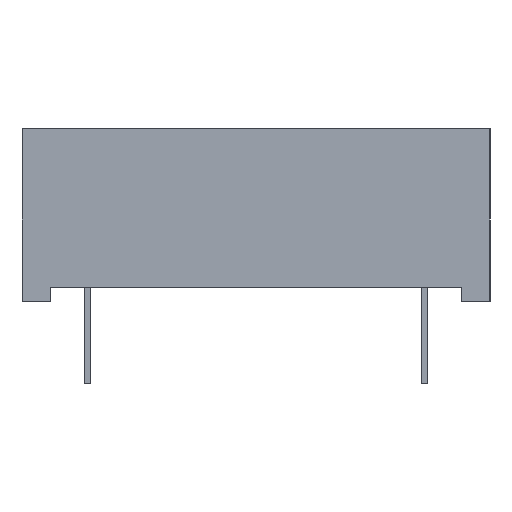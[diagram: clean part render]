
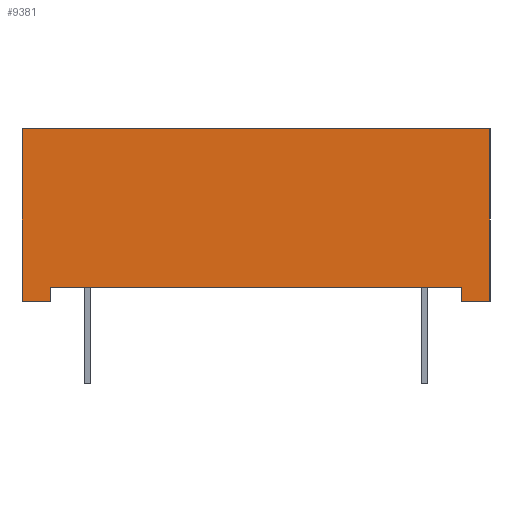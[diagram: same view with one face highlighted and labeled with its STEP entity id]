
A CAD part, left-side view. The second image highlights one B-rep face of the part: STEP entity #9381.
In plain terms, the highlighted planar face has unit normal (-1, 0, 0).
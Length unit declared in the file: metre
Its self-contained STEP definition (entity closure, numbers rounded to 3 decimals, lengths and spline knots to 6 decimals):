
#488=ORIENTED_EDGE('',*,*,#3067,.T.);
#489=ORIENTED_EDGE('',*,*,#3068,.T.);
#490=ORIENTED_EDGE('',*,*,#3018,.T.);
#491=ORIENTED_EDGE('',*,*,#3069,.F.);
#492=ORIENTED_EDGE('',*,*,#3051,.T.);
#493=ORIENTED_EDGE('',*,*,#3070,.F.);
#494=ORIENTED_EDGE('',*,*,#2877,.F.);
#495=ORIENTED_EDGE('',*,*,#3066,.T.);
#2877=EDGE_CURVE('',#4172,#4174,#5037,.T.);
#3018=EDGE_CURVE('',#4315,#4314,#5178,.T.);
#3051=EDGE_CURVE('',#4345,#4347,#5211,.T.);
#3066=EDGE_CURVE('',#4172,#4354,#5226,.T.);
#3067=EDGE_CURVE('',#4354,#4355,#5227,.T.);
#3068=EDGE_CURVE('',#4355,#4315,#5228,.T.);
#3069=EDGE_CURVE('',#4345,#4314,#5229,.T.);
#3070=EDGE_CURVE('',#4174,#4347,#5230,.T.);
#4172=VERTEX_POINT('',#16029);
#4174=VERTEX_POINT('',#16032);
#4314=VERTEX_POINT('',#16313);
#4315=VERTEX_POINT('',#16315);
#4345=VERTEX_POINT('',#16377);
#4347=VERTEX_POINT('',#16381);
#4354=VERTEX_POINT('',#16408);
#4355=VERTEX_POINT('',#16412);
#5037=LINE('',#16031,#6325);
#5178=LINE('',#16314,#6466);
#5211=LINE('',#16382,#6499);
#5226=LINE('',#16409,#6514);
#5227=LINE('',#16411,#6515);
#5228=LINE('',#16413,#6516);
#5229=LINE('',#16414,#6517);
#5230=LINE('',#16415,#6518);
#6325=VECTOR('',#13513,1.);
#6466=VECTOR('',#13656,1.);
#6499=VECTOR('',#13693,1.);
#6514=VECTOR('',#13718,1.);
#6515=VECTOR('',#13721,1.);
#6516=VECTOR('',#13722,1.);
#6517=VECTOR('',#13723,1.);
#6518=VECTOR('',#13724,1.);
#7405=EDGE_LOOP('',(#488,#489,#490,#491,#492,#493,#494,#495));
#7935=FACE_BOUND('',#7405,.T.);
#8417=PLANE('',#12771);
#9381=ADVANCED_FACE('',(#7935),#8417,.F.);
#12771=AXIS2_PLACEMENT_3D('',#16410,#13719,#13720);
#13513=DIRECTION('',(0.,-1.,0.));
#13656=DIRECTION('',(0.,-1.,0.));
#13693=DIRECTION('',(0.,-1.,0.));
#13718=DIRECTION('',(0.,0.,-1.));
#13719=DIRECTION('',(1.,0.,0.));
#13720=DIRECTION('',(0.,1.,0.));
#13721=DIRECTION('',(0.,-1.,0.));
#13722=DIRECTION('',(0.,0.,1.));
#13723=DIRECTION('',(0.,0.,1.));
#13724=DIRECTION('',(0.,0.,-1.));
#16029=CARTESIAN_POINT('',(-0.012611,0.010579,0.007798));
#16031=CARTESIAN_POINT('',(-0.012611,0.,0.007798));
#16032=CARTESIAN_POINT('',(-0.012611,-0.010579,0.007798));
#16313=CARTESIAN_POINT('',(-0.012611,-0.009309,0.000635));
#16314=CARTESIAN_POINT('',(-0.012611,0.,0.000635));
#16315=CARTESIAN_POINT('',(-0.012611,0.009309,0.000635));
#16377=CARTESIAN_POINT('',(-0.012611,-0.009309,0.));
#16381=CARTESIAN_POINT('',(-0.012611,-0.010579,0.));
#16382=CARTESIAN_POINT('',(-0.012611,0.,0.));
#16408=CARTESIAN_POINT('',(-0.012611,0.010579,0.));
#16409=CARTESIAN_POINT('',(-0.012611,0.010579,0.007798));
#16410=CARTESIAN_POINT('',(-0.012611,0.,0.007798));
#16411=CARTESIAN_POINT('',(-0.012611,0.,0.));
#16412=CARTESIAN_POINT('',(-0.012611,0.009309,0.));
#16413=CARTESIAN_POINT('',(-0.012611,0.009309,0.000318));
#16414=CARTESIAN_POINT('',(-0.012611,-0.009309,0.000318));
#16415=CARTESIAN_POINT('',(-0.012611,-0.010579,0.007798));
